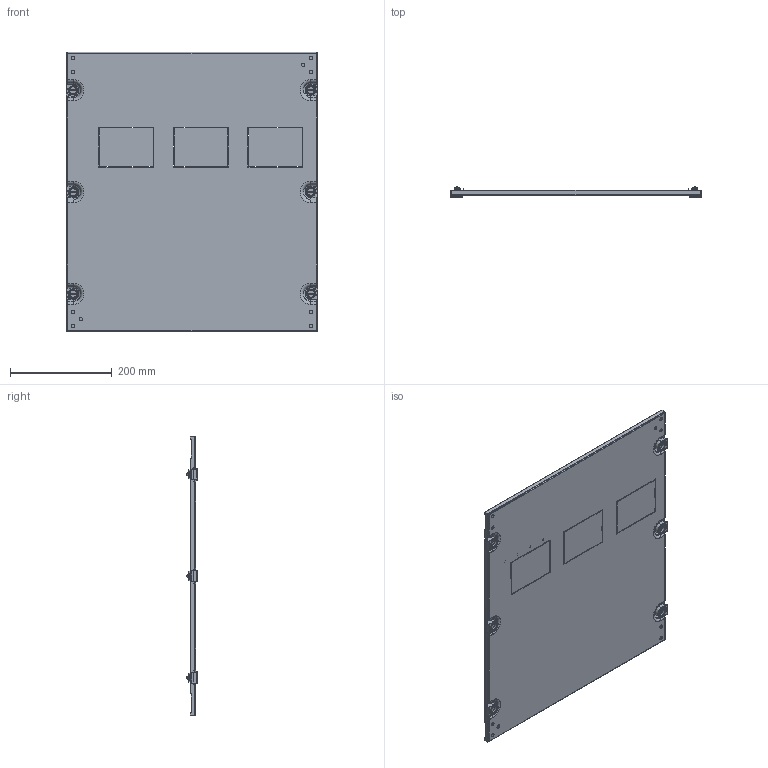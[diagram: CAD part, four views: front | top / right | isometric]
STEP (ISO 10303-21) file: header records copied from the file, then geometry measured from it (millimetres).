
FILE_DESCRIPTION(/* description */ (''),/* implementation_level */ '2;1');
FILE_NAME(/* name */ '8PQ2055-6BA21_v.stp',/* time_stamp */ '2018-09-12T12:28:42+02:00',/* author */ (''),/* organization */ (''),/* preprocessor_version */ 'ST-DEVELOPER v16.7',/* originating_system */ 'SIEMENS PLM Software NX 12.0',/* authorisation */ '');
FILE_SCHEMA (('AUTOMOTIVE_DESIGN { 1 0 10303 214 3 1 1 1 }'));
Products named in the file (1): 8PQ2055-6BA21_step
Bounding box: 494.8 x 21.09 x 549 mm (x, y, z)
Volume: 313202.3 mm3; surface area: 598533 mm2
Topology: 1 solids, 1 shells, 1867 faces, 4949 edges, 3072 vertices
Faces by surface type: plane 1059, cylinder 472, torus 120, bspline 84, sphere 72, cone 60
Full cylindrical faces by diameter (mm): 6 x6, 6.6 x20, 8 x6, 8.2 x6, 13.9 x6, 16.9 x6, 17 x6
Entity records: 72555 total; most frequent: CARTESIAN_POINT 17725, ORIENTED_EDGE 9586, DIRECTION 9307, EDGE_CURVE 4793, LINE 3139, VECTOR 3139, AXIS2_PLACEMENT_3D 3084, VERTEX_POINT 3044
